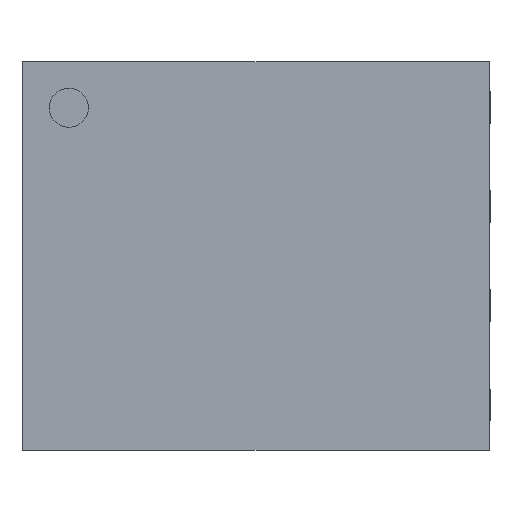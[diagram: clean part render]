
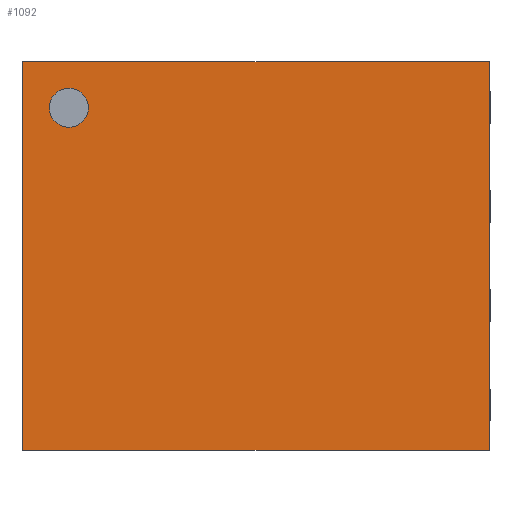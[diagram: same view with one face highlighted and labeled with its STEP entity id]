
A CAD part, top view. The second image highlights one B-rep face of the part: STEP entity #1092.
In plain terms, the highlighted planar face has unit normal (0, 0, 1).
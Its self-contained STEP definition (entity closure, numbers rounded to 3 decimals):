
#12=DIRECTION('',(0.,0.,1.));
#157=VECTOR('',#158,1.);
#158=DIRECTION('',(0.,-1.,0.));
#164=VECTOR('',#165,1.);
#165=DIRECTION('',(1.,0.,0.));
#186=DIRECTION('',(0.,0.,-1.));
#388=VERTEX_POINT('',#389);
#389=CARTESIAN_POINT('',(2.99,2.49,0.87));
#392=EDGE_CURVE('',#388,#393,#395,.T.);
#393=VERTEX_POINT('',#394);
#394=CARTESIAN_POINT('',(2.99,-2.49,0.87));
#395=LINE('',#389,#157);
#466=VERTEX_POINT('',#467);
#467=CARTESIAN_POINT('',(-2.99,2.49,0.87));
#470=ORIENTED_EDGE('',*,*,#471,.F.);
#471=EDGE_CURVE('',#466,#388,#472,.T.);
#472=LINE('',#467,#164);
#504=ORIENTED_EDGE('',*,*,#505,.T.);
#505=EDGE_CURVE('',#466,#506,#508,.T.);
#506=VERTEX_POINT('',#507);
#507=CARTESIAN_POINT('',(-2.99,-2.49,0.87));
#508=LINE('',#467,#157);
#1011=EDGE_CURVE('',#506,#393,#1012,.T.);
#1012=LINE('',#507,#164);
#1092=ADVANCED_FACE('',(#1093,#1097),#1106,.T.);
#1093=FACE_BOUND('',#1094,.T.);
#1094=EDGE_LOOP('',(#470,#504,#1095,#1096));
#1095=ORIENTED_EDGE('',*,*,#1011,.T.);
#1096=ORIENTED_EDGE('',*,*,#392,.F.);
#1097=FACE_BOUND('',#1098,.T.);
#1098=EDGE_LOOP('',(#1099));
#1099=ORIENTED_EDGE('',*,*,#1100,.T.);
#1100=EDGE_CURVE('',#1101,#1101,#1103,.T.);
#1101=VERTEX_POINT('',#1102);
#1102=CARTESIAN_POINT('',(-2.4,1.65,0.87));
#1103=CIRCLE('',#1104,0.25);
#1104=AXIS2_PLACEMENT_3D('',#1105,#186,#158);
#1105=CARTESIAN_POINT('',(-2.4,1.9,0.87));
#1106=PLANE('',#1107);
#1107=AXIS2_PLACEMENT_3D('',#467,#12,#158);
